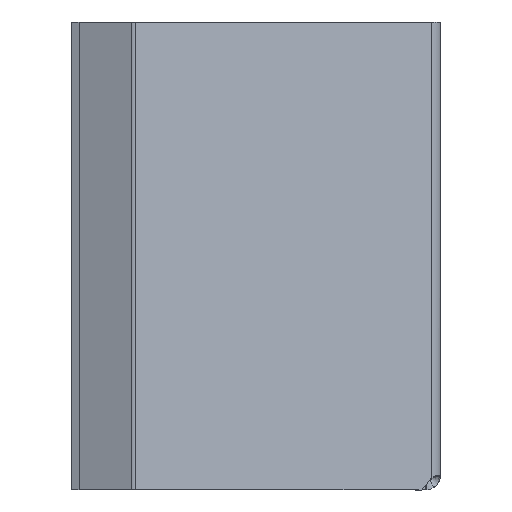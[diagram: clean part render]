
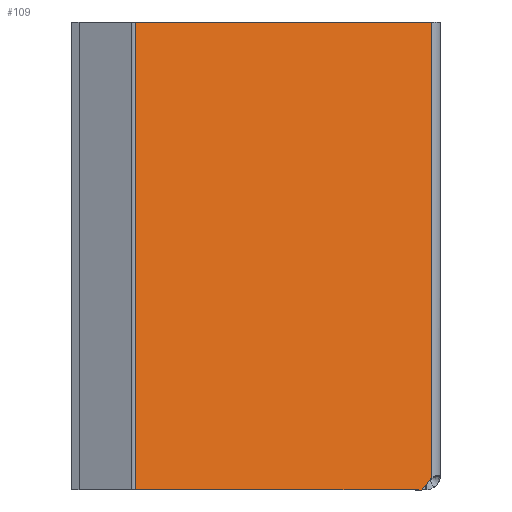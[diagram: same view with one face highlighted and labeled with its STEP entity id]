
A CAD part, left-side view. The second image highlights one B-rep face of the part: STEP entity #109.
In plain terms, the highlighted planar face has unit normal (-0.906, -0.423, 0).
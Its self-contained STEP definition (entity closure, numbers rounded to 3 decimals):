
#109 = ADVANCED_FACE( '', ( #224 ), #225, .T. );
#224 = FACE_OUTER_BOUND( '', #598, .T. );
#225 = PLANE( '', #599 );
#598 = EDGE_LOOP( '', ( #824, #825, #826, #827, #828 ) );
#599 = AXIS2_PLACEMENT_3D( '', #829, #830, #831 );
#824 = ORIENTED_EDGE( '', *, *, #991, .F. );
#825 = ORIENTED_EDGE( '', *, *, #989, .T. );
#826 = ORIENTED_EDGE( '', *, *, #979, .F. );
#827 = ORIENTED_EDGE( '', *, *, #1027, .F. );
#828 = ORIENTED_EDGE( '', *, *, #1020, .T. );
#829 = CARTESIAN_POINT( '', ( -62.278, -0.921, 0. ) );
#830 = DIRECTION( '', ( -0.906, -0.423, 0. ) );
#831 = DIRECTION( '', ( 0., 0., 1. ) );
#979 = EDGE_CURVE( '', #1125, #1127, #1128, .T. );
#989 = EDGE_CURVE( '', #1082, #1127, #1143, .T. );
#991 = EDGE_CURVE( '', #1082, #1145, #1146, .F. );
#1020 = EDGE_CURVE( '', #1132, #1145, #1181, .T. );
#1027 = EDGE_CURVE( '', #1132, #1125, #1188, .T. );
#1082 = VERTEX_POINT( '', #1269 );
#1125 = VERTEX_POINT( '', #1359 );
#1127 = VERTEX_POINT( '', #1362 );
#1128 = LINE( '', #1363, #1364 );
#1132 = VERTEX_POINT( '', #1369 );
#1143 = LINE( '', #1383, #1384 );
#1145 = VERTEX_POINT( '', #1386 );
#1146 = LINE( '', #1387, #1388 );
#1181 = LINE( '', #1453, #1454 );
#1188 = LINE( '', #1471, #1472 );
#1269 = CARTESIAN_POINT( '', ( -63.462, 1.617, -42.244 ) );
#1359 = CARTESIAN_POINT( '', ( -89.26, 56.942, 42.924 ) );
#1362 = CARTESIAN_POINT( '', ( -63.462, 1.617, 42.924 ) );
#1363 = CARTESIAN_POINT( '', ( -77.02, 30.693, 42.924 ) );
#1364 = VECTOR( '', #1541, 1000. );
#1369 = CARTESIAN_POINT( '', ( -89.26, 56.942, -44.424 ) );
#1383 = CARTESIAN_POINT( '', ( -63.462, 1.617, -42.924 ) );
#1384 = VECTOR( '', #1555, 1000. );
#1386 = CARTESIAN_POINT( '', ( -64.391, 3.61, -44.424 ) );
#1387 = CARTESIAN_POINT( '', ( -53.939, -18.805, -19.906 ) );
#1388 = VECTOR( '', #1556, 1000. );
#1453 = CARTESIAN_POINT( '', ( -77.02, 30.693, -44.424 ) );
#1454 = VECTOR( '', #1574, 1000. );
#1471 = CARTESIAN_POINT( '', ( -89.26, 56.942, -42.924 ) );
#1472 = VECTOR( '', #1576, 1000. );
#1541 = DIRECTION( '', ( 0.423, -0.906, 0. ) );
#1555 = DIRECTION( '', ( 0., 0., 1. ) );
#1556 = DIRECTION( '', ( 0.3, -0.644, 0.704 ) );
#1574 = DIRECTION( '', ( 0.423, -0.906, 0. ) );
#1576 = DIRECTION( '', ( 0., 0., 1. ) );
